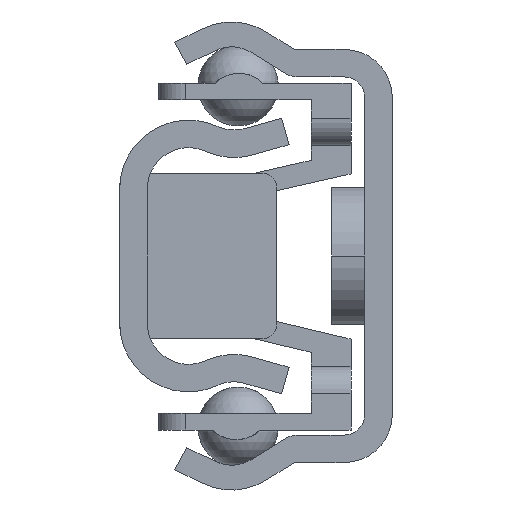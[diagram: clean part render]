
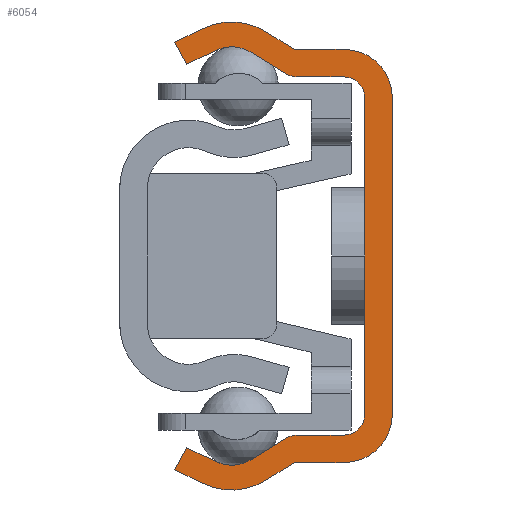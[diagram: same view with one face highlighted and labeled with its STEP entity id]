
A CAD part, front view. The second image highlights one B-rep face of the part: STEP entity #6054.
In plain terms, the highlighted planar face has unit normal (0, -1, 0).
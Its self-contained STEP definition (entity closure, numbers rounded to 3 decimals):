
#5227=CARTESIAN_POINT('',(1.921,0.,-5.75));
#5228=DIRECTION('',(0.,1.,0.));
#5229=DIRECTION('',(1.,0.,0.));
#5230=AXIS2_PLACEMENT_3D('',#5227,#5228,#5229);
#5232=DIRECTION('',(-1.,0.,0.));
#5233=VECTOR('',#5232,1.804);
#5234=CARTESIAN_POINT('',(1.921,0.,-7.5));
#5235=LINE('',#5234,#5233);
#5236=DIRECTION('',(-0.85,0.,-0.527));
#5237=VECTOR('',#5236,1.23);
#5238=CARTESIAN_POINT('',(0.116,0.,-7.5));
#5239=LINE('',#5238,#5237);
#5240=CARTESIAN_POINT('',(-2.167,0.,-6.15));
#5241=DIRECTION('',(0.,1.,0.));
#5242=DIRECTION('',(0.527,0.,-0.85));
#5243=AXIS2_PLACEMENT_3D('',#5240,#5241,#5242);
#5245=DIRECTION('',(-0.899,0.,0.438));
#5246=VECTOR('',#5245,1.15);
#5247=CARTESIAN_POINT('',(-3.195,0.,-8.263));
#5248=LINE('',#5247,#5246);
#5249=DIRECTION('',(0.479,0.,0.878));
#5250=VECTOR('',#5249,0.914);
#5251=CARTESIAN_POINT('',(-4.229,0.,-7.76));
#5252=LINE('',#5251,#5250);
#5253=DIRECTION('',(0.899,0.,-0.438));
#5254=VECTOR('',#5253,1.15);
#5255=CARTESIAN_POINT('',(-3.791,0.,-6.957));
#5256=LINE('',#5255,#5254);
#5257=CARTESIAN_POINT('',(-2.167,0.,-6.246));
#5258=DIRECTION('',(0.,-1.,0.));
#5259=DIRECTION('',(-0.438,0.,-0.899));
#5260=AXIS2_PLACEMENT_3D('',#5257,#5258,#5259);
#5262=DIRECTION('',(0.85,0.,0.527));
#5263=VECTOR('',#5262,1.413);
#5264=CARTESIAN_POINT('',(-1.456,0.,-7.394));
#5265=LINE('',#5264,#5263);
#5266=CARTESIAN_POINT('',(0.272,0.,-7.5));
#5267=DIRECTION('',(0.,1.,0.));
#5268=DIRECTION('',(-0.527,0.,0.85));
#5269=AXIS2_PLACEMENT_3D('',#5266,#5267,#5268);
#5271=DIRECTION('',(1.,0.,0.));
#5272=VECTOR('',#5271,1.649);
#5273=CARTESIAN_POINT('',(0.272,0.,-6.5));
#5274=LINE('',#5273,#5272);
#5275=CARTESIAN_POINT('',(1.921,0.,-5.75));
#5276=DIRECTION('',(0.,-1.,0.));
#5277=DIRECTION('',(0.,0.,-1.));
#5278=AXIS2_PLACEMENT_3D('',#5275,#5276,#5277);
#5280=CARTESIAN_POINT('',(1.921,0.,5.75));
#5281=DIRECTION('',(0.,-1.,0.));
#5282=DIRECTION('',(1.,0.,0.));
#5283=AXIS2_PLACEMENT_3D('',#5280,#5281,#5282);
#5285=DIRECTION('',(-1.,0.,0.));
#5286=VECTOR('',#5285,1.649);
#5287=CARTESIAN_POINT('',(1.921,0.,6.5));
#5288=LINE('',#5287,#5286);
#5289=CARTESIAN_POINT('',(0.272,0.,7.5));
#5290=DIRECTION('',(0.,1.,0.));
#5291=DIRECTION('',(0.,0.,-1.));
#5292=AXIS2_PLACEMENT_3D('',#5289,#5290,#5291);
#5294=DIRECTION('',(-0.85,0.,0.527));
#5295=VECTOR('',#5294,1.413);
#5296=CARTESIAN_POINT('',(-0.255,0.,6.65));
#5297=LINE('',#5296,#5295);
#5298=CARTESIAN_POINT('',(-2.167,0.,6.246));
#5299=DIRECTION('',(0.,-1.,0.));
#5300=DIRECTION('',(0.527,0.,0.85));
#5301=AXIS2_PLACEMENT_3D('',#5298,#5299,#5300);
#5303=DIRECTION('',(-0.899,0.,-0.438));
#5304=VECTOR('',#5303,1.15);
#5305=CARTESIAN_POINT('',(-2.757,0.,7.46));
#5306=LINE('',#5305,#5304);
#5307=DIRECTION('',(-0.479,0.,0.878));
#5308=VECTOR('',#5307,0.914);
#5309=CARTESIAN_POINT('',(-3.791,0.,6.957));
#5310=LINE('',#5309,#5308);
#5311=DIRECTION('',(0.899,0.,0.438));
#5312=VECTOR('',#5311,1.15);
#5313=CARTESIAN_POINT('',(-4.229,0.,7.76));
#5314=LINE('',#5313,#5312);
#5315=CARTESIAN_POINT('',(-2.167,0.,6.15));
#5316=DIRECTION('',(0.,1.,0.));
#5317=DIRECTION('',(-0.438,0.,0.899));
#5318=AXIS2_PLACEMENT_3D('',#5315,#5316,#5317);
#5320=DIRECTION('',(0.85,0.,-0.527));
#5321=VECTOR('',#5320,1.23);
#5322=CARTESIAN_POINT('',(-0.929,0.,8.148));
#5323=LINE('',#5322,#5321);
#5324=DIRECTION('',(1.,0.,0.));
#5325=VECTOR('',#5324,1.804);
#5326=CARTESIAN_POINT('',(0.116,0.,7.5));
#5327=LINE('',#5326,#5325);
#5328=CARTESIAN_POINT('',(1.921,0.,5.75));
#5329=DIRECTION('',(0.,1.,0.));
#5330=DIRECTION('',(0.,0.,1.));
#5331=AXIS2_PLACEMENT_3D('',#5328,#5329,#5330);
#5351=DIRECTION('',(0.,0.,1.));
#5352=VECTOR('',#5351,11.5);
#5353=CARTESIAN_POINT('',(3.671,0.,-5.75));
#5354=LINE('',#5353,#5352);
#5425=DIRECTION('',(0.,0.,-1.));
#5426=VECTOR('',#5425,11.5);
#5427=CARTESIAN_POINT('',(2.671,0.,5.75));
#5428=LINE('',#5427,#5426);
#5819=CARTESIAN_POINT('',(3.671,0.,-5.75));
#5820=CARTESIAN_POINT('',(1.921,0.,-7.5));
#5821=VERTEX_POINT('',#5819);
#5822=VERTEX_POINT('',#5820);
#5823=CARTESIAN_POINT('',(0.116,0.,-7.5));
#5824=VERTEX_POINT('',#5823);
#5825=CARTESIAN_POINT('',(-0.929,0.,-8.148));
#5826=VERTEX_POINT('',#5825);
#5827=CARTESIAN_POINT('',(-3.195,0.,-8.263));
#5828=VERTEX_POINT('',#5827);
#5829=CARTESIAN_POINT('',(-4.229,0.,-7.76));
#5830=VERTEX_POINT('',#5829);
#5831=CARTESIAN_POINT('',(-3.791,0.,-6.957));
#5832=VERTEX_POINT('',#5831);
#5833=CARTESIAN_POINT('',(-2.757,0.,-7.46));
#5834=VERTEX_POINT('',#5833);
#5835=CARTESIAN_POINT('',(-1.456,0.,-7.394));
#5836=VERTEX_POINT('',#5835);
#5837=CARTESIAN_POINT('',(-0.255,0.,-6.65));
#5838=VERTEX_POINT('',#5837);
#5839=CARTESIAN_POINT('',(0.272,0.,-6.5));
#5840=VERTEX_POINT('',#5839);
#5841=CARTESIAN_POINT('',(1.921,0.,-6.5));
#5842=VERTEX_POINT('',#5841);
#5843=CARTESIAN_POINT('',(2.671,0.,-5.75));
#5844=VERTEX_POINT('',#5843);
#5845=CARTESIAN_POINT('',(2.671,0.,5.75));
#5846=CARTESIAN_POINT('',(1.921,0.,6.5));
#5847=VERTEX_POINT('',#5845);
#5848=VERTEX_POINT('',#5846);
#5849=CARTESIAN_POINT('',(0.272,0.,6.5));
#5850=VERTEX_POINT('',#5849);
#5851=CARTESIAN_POINT('',(-0.255,0.,6.65));
#5852=VERTEX_POINT('',#5851);
#5853=CARTESIAN_POINT('',(-1.456,0.,7.394));
#5854=VERTEX_POINT('',#5853);
#5855=CARTESIAN_POINT('',(-2.757,0.,7.46));
#5856=VERTEX_POINT('',#5855);
#5857=CARTESIAN_POINT('',(-3.791,0.,6.957));
#5858=VERTEX_POINT('',#5857);
#5859=CARTESIAN_POINT('',(-4.229,0.,7.76));
#5860=VERTEX_POINT('',#5859);
#5861=CARTESIAN_POINT('',(-3.195,0.,8.263));
#5862=VERTEX_POINT('',#5861);
#5863=CARTESIAN_POINT('',(-0.929,0.,8.148));
#5864=VERTEX_POINT('',#5863);
#5865=CARTESIAN_POINT('',(0.116,0.,7.5));
#5866=VERTEX_POINT('',#5865);
#5867=CARTESIAN_POINT('',(1.921,0.,7.5));
#5868=VERTEX_POINT('',#5867);
#5869=CARTESIAN_POINT('',(3.671,0.,5.75));
#5870=VERTEX_POINT('',#5869);
#5995=CARTESIAN_POINT('',(0.,0.,0.));
#5996=DIRECTION('',(0.,1.,0.));
#5997=DIRECTION('',(1.,0.,0.));
#5998=AXIS2_PLACEMENT_3D('',#5995,#5996,#5997);
#5999=PLANE('',#5998);
#6001=ORIENTED_EDGE('',*,*,#6000,.T.);
#6003=ORIENTED_EDGE('',*,*,#6002,.T.);
#6005=ORIENTED_EDGE('',*,*,#6004,.T.);
#6007=ORIENTED_EDGE('',*,*,#6006,.T.);
#6009=ORIENTED_EDGE('',*,*,#6008,.T.);
#6011=ORIENTED_EDGE('',*,*,#6010,.T.);
#6013=ORIENTED_EDGE('',*,*,#6012,.T.);
#6015=ORIENTED_EDGE('',*,*,#6014,.T.);
#6017=ORIENTED_EDGE('',*,*,#6016,.T.);
#6019=ORIENTED_EDGE('',*,*,#6018,.T.);
#6021=ORIENTED_EDGE('',*,*,#6020,.T.);
#6023=ORIENTED_EDGE('',*,*,#6022,.T.);
#6025=ORIENTED_EDGE('',*,*,#6024,.F.);
#6027=ORIENTED_EDGE('',*,*,#6026,.T.);
#6029=ORIENTED_EDGE('',*,*,#6028,.T.);
#6031=ORIENTED_EDGE('',*,*,#6030,.T.);
#6033=ORIENTED_EDGE('',*,*,#6032,.T.);
#6035=ORIENTED_EDGE('',*,*,#6034,.T.);
#6037=ORIENTED_EDGE('',*,*,#6036,.T.);
#6039=ORIENTED_EDGE('',*,*,#6038,.T.);
#6041=ORIENTED_EDGE('',*,*,#6040,.T.);
#6043=ORIENTED_EDGE('',*,*,#6042,.T.);
#6045=ORIENTED_EDGE('',*,*,#6044,.T.);
#6047=ORIENTED_EDGE('',*,*,#6046,.T.);
#6049=ORIENTED_EDGE('',*,*,#6048,.T.);
#6051=ORIENTED_EDGE('',*,*,#6050,.F.);
#6052=EDGE_LOOP('',(#6001,#6003,#6005,#6007,#6009,#6011,#6013,#6015,#6017,#6019,
#6021,#6023,#6025,#6027,#6029,#6031,#6033,#6035,#6037,#6039,#6041,#6043,#6045,
#6047,#6049,#6051));
#6053=FACE_OUTER_BOUND('',#6052,.F.);
#6054=ADVANCED_FACE('',(#6053),#5999,.F.);
#5231=CIRCLE('',#5230,1.75);
#5244=CIRCLE('',#5243,2.35);
#5261=CIRCLE('',#5260,1.35);
#5270=CIRCLE('',#5269,1.);
#5279=CIRCLE('',#5278,0.75);
#5284=CIRCLE('',#5283,0.75);
#5293=CIRCLE('',#5292,1.);
#5302=CIRCLE('',#5301,1.35);
#5319=CIRCLE('',#5318,2.35);
#5332=CIRCLE('',#5331,1.75);
#6000=EDGE_CURVE('',#5821,#5822,#5231,.T.);
#6002=EDGE_CURVE('',#5822,#5824,#5235,.T.);
#6004=EDGE_CURVE('',#5824,#5826,#5239,.T.);
#6006=EDGE_CURVE('',#5826,#5828,#5244,.T.);
#6008=EDGE_CURVE('',#5828,#5830,#5248,.T.);
#6010=EDGE_CURVE('',#5830,#5832,#5252,.T.);
#6012=EDGE_CURVE('',#5832,#5834,#5256,.T.);
#6014=EDGE_CURVE('',#5834,#5836,#5261,.T.);
#6016=EDGE_CURVE('',#5836,#5838,#5265,.T.);
#6018=EDGE_CURVE('',#5838,#5840,#5270,.T.);
#6020=EDGE_CURVE('',#5840,#5842,#5274,.T.);
#6022=EDGE_CURVE('',#5842,#5844,#5279,.T.);
#6024=EDGE_CURVE('',#5847,#5844,#5428,.T.);
#6026=EDGE_CURVE('',#5847,#5848,#5284,.T.);
#6028=EDGE_CURVE('',#5848,#5850,#5288,.T.);
#6030=EDGE_CURVE('',#5850,#5852,#5293,.T.);
#6032=EDGE_CURVE('',#5852,#5854,#5297,.T.);
#6034=EDGE_CURVE('',#5854,#5856,#5302,.T.);
#6036=EDGE_CURVE('',#5856,#5858,#5306,.T.);
#6038=EDGE_CURVE('',#5858,#5860,#5310,.T.);
#6040=EDGE_CURVE('',#5860,#5862,#5314,.T.);
#6042=EDGE_CURVE('',#5862,#5864,#5319,.T.);
#6044=EDGE_CURVE('',#5864,#5866,#5323,.T.);
#6046=EDGE_CURVE('',#5866,#5868,#5327,.T.);
#6048=EDGE_CURVE('',#5868,#5870,#5332,.T.);
#6050=EDGE_CURVE('',#5821,#5870,#5354,.T.);
